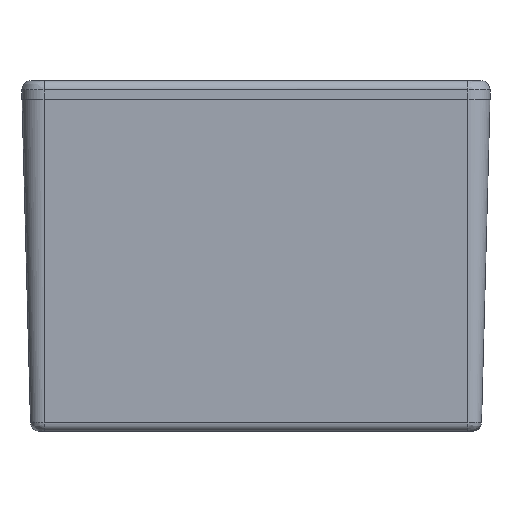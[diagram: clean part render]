
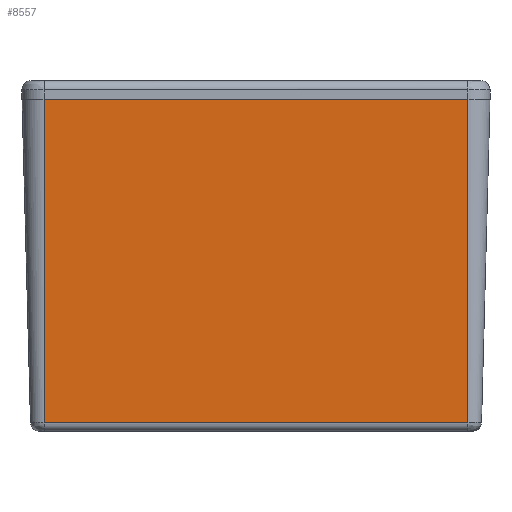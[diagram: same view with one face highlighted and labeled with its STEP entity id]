
A CAD part, left-side view. The second image highlights one B-rep face of the part: STEP entity #8557.
In plain terms, the highlighted planar face has unit normal (-1, 0, -0.026).
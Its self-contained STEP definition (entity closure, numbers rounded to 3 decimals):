
#615 = VERTEX_POINT ( 'NONE', #8515 ) ;
#814 = DIRECTION ( 'NONE',  ( -0.026, 0., 1. ) ) ;
#1088 = CARTESIAN_POINT ( 'NONE',  ( -69.75, -50.75, 0. ) ) ;
#1258 = CARTESIAN_POINT ( 'NONE',  ( -67.916, -45.978, -70.052 ) ) ;
#1439 = CARTESIAN_POINT ( 'NONE',  ( -69.75, -45.978, 0. ) ) ;
#2013 = ORIENTED_EDGE ( 'NONE', *, *, #5544, .T. ) ;
#2890 = CARTESIAN_POINT ( 'NONE',  ( -69.75, 45.978, 0. ) ) ;
#3173 = VERTEX_POINT ( 'NONE', #1258 ) ;
#3542 = CARTESIAN_POINT ( 'NONE',  ( -69.75, -45.978, 0. ) ) ;
#3628 = ORIENTED_EDGE ( 'NONE', *, *, #3707, .F. ) ;
#3707 = EDGE_CURVE ( 'NONE', #8037, #3173, #10966, .T. ) ;
#3721 = LINE ( 'NONE', #1088, #11434 ) ;
#3808 = PLANE ( 'NONE',  #10950 ) ;
#3813 = CARTESIAN_POINT ( 'NONE',  ( -67.916, -45.978, -70.052 ) ) ;
#3890 = EDGE_CURVE ( 'NONE', #8037, #5449, #3721, .T. ) ;
#4402 = DIRECTION ( 'NONE',  ( 0.026, 0., -1. ) ) ;
#4906 = VECTOR ( 'NONE', #9909, 1000. ) ;
#5245 = DIRECTION ( 'NONE',  ( 0., 1., 0. ) ) ;
#5449 = VERTEX_POINT ( 'NONE', #10429 ) ;
#5544 = EDGE_CURVE ( 'NONE', #615, #3173, #6961, .T. ) ;
#5811 = EDGE_LOOP ( 'NONE', ( #8381, #2013, #3628, #7383 ) ) ;
#5917 = VECTOR ( 'NONE', #4402, 1000. ) ;
#6856 = DIRECTION ( 'NONE',  ( -1., 0., -0.026 ) ) ;
#6961 = LINE ( 'NONE', #3813, #12355 ) ;
#7383 = ORIENTED_EDGE ( 'NONE', *, *, #3890, .T. ) ;
#8037 = VERTEX_POINT ( 'NONE', #3542 ) ;
#8381 = ORIENTED_EDGE ( 'NONE', *, *, #8561, .T. ) ;
#8515 = CARTESIAN_POINT ( 'NONE',  ( -67.916, 45.978, -70.052 ) ) ;
#8557 = ADVANCED_FACE ( 'NONE', ( #10261 ), #3808, .T. ) ;
#8561 = EDGE_CURVE ( 'NONE', #5449, #615, #12636, .T. ) ;
#9909 = DIRECTION ( 'NONE',  ( 0.026, 0., -1. ) ) ;
#10261 = FACE_OUTER_BOUND ( 'NONE', #5811, .T. ) ;
#10429 = CARTESIAN_POINT ( 'NONE',  ( -69.75, 45.978, 0. ) ) ;
#10852 = DIRECTION ( 'NONE',  ( 0., -1., 0. ) ) ;
#10950 = AXIS2_PLACEMENT_3D ( 'NONE', #12899, #6856, #814 ) ;
#10966 = LINE ( 'NONE', #1439, #5917 ) ;
#11434 = VECTOR ( 'NONE', #5245, 1000. ) ;
#12355 = VECTOR ( 'NONE', #10852, 1000. ) ;
#12636 = LINE ( 'NONE', #2890, #4906 ) ;
#12899 = CARTESIAN_POINT ( 'NONE',  ( -69.75, -50.75, 0. ) ) ;
